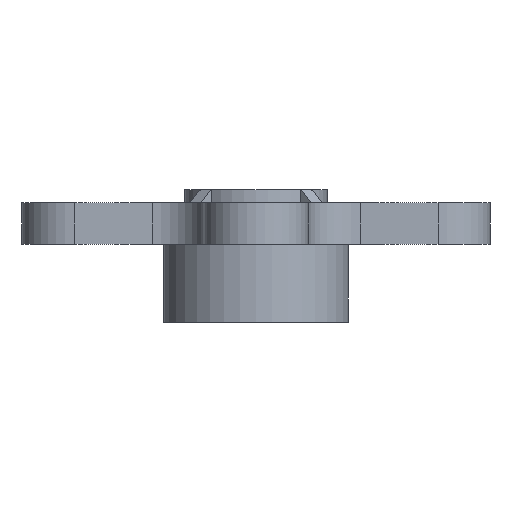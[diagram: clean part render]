
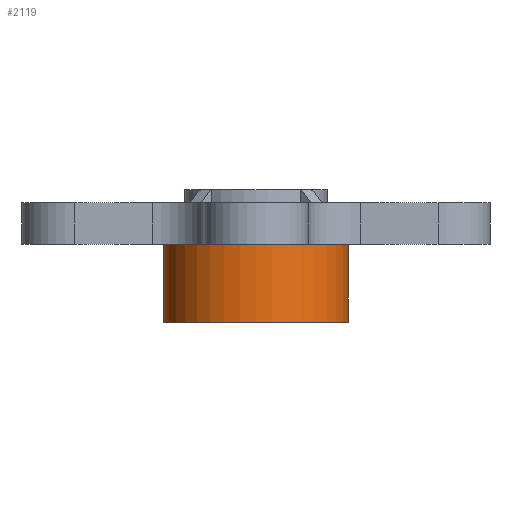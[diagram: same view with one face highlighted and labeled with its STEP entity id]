
A CAD part, left-side view. The second image highlights one B-rep face of the part: STEP entity #2119.
In plain terms, the highlighted cylindrical face has radius 3.55 mm (diameter 7.1 mm), a full revolution.
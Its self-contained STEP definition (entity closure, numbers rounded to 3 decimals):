
#126 = PLANE('',#127);
#127 = AXIS2_PLACEMENT_3D('',#128,#129,#130);
#128 = CARTESIAN_POINT('',(0.,0.,3.));
#129 = DIRECTION('',(0.,0.,1.));
#130 = DIRECTION('',(0.,1.,0.));
#1436 = EDGE_CURVE('',#1437,#1437,#1439,.T.);
#1437 = VERTEX_POINT('',#1438);
#1438 = CARTESIAN_POINT('',(3.55,0.,3.));
#1439 = SURFACE_CURVE('',#1440,(#1445,#1452),.PCURVE_S1.);
#1440 = CIRCLE('',#1441,3.55);
#1441 = AXIS2_PLACEMENT_3D('',#1442,#1443,#1444);
#1442 = CARTESIAN_POINT('',(0.,0.,3.));
#1443 = DIRECTION('',(0.,0.,1.));
#1444 = DIRECTION('',(1.,0.,-0.));
#1445 = PCURVE('',#126,#1446);
#1446 = DEFINITIONAL_REPRESENTATION('',(#1447),#1451);
#1447 = CIRCLE('',#1448,3.55);
#1448 = AXIS2_PLACEMENT_2D('',#1449,#1450);
#1449 = CARTESIAN_POINT('',(0.,0.));
#1450 = DIRECTION('',(0.,-1.));
#1451 = ( GEOMETRIC_REPRESENTATION_CONTEXT(2) 
PARAMETRIC_REPRESENTATION_CONTEXT() REPRESENTATION_CONTEXT('2D SPACE',''
  ) );
#1452 = PCURVE('',#1453,#1458);
#1453 = CYLINDRICAL_SURFACE('',#1454,3.55);
#1454 = AXIS2_PLACEMENT_3D('',#1455,#1456,#1457);
#1455 = CARTESIAN_POINT('',(0.,0.,0.));
#1456 = DIRECTION('',(0.,0.,1.));
#1457 = DIRECTION('',(1.,0.,0.));
#1458 = DEFINITIONAL_REPRESENTATION('',(#1459),#1463);
#1459 = LINE('',#1460,#1461);
#1460 = CARTESIAN_POINT('',(-6.283,3.));
#1461 = VECTOR('',#1462,1.);
#1462 = DIRECTION('',(1.,-0.));
#1463 = ( GEOMETRIC_REPRESENTATION_CONTEXT(2) 
PARAMETRIC_REPRESENTATION_CONTEXT() REPRESENTATION_CONTEXT('2D SPACE',''
  ) );
#2119 = ADVANCED_FACE('',(#2120),#1453,.T.);
#2120 = FACE_BOUND('',#2121,.F.);
#2121 = EDGE_LOOP('',(#2122,#2143,#2169,#2170));
#2122 = ORIENTED_EDGE('',*,*,#2123,.F.);
#2123 = EDGE_CURVE('',#2124,#1437,#2126,.T.);
#2124 = VERTEX_POINT('',#2125);
#2125 = CARTESIAN_POINT('',(3.55,0.,0.));
#2126 = SEAM_CURVE('',#2127,(#2131,#2137),.PCURVE_S1.);
#2127 = LINE('',#2128,#2129);
#2128 = CARTESIAN_POINT('',(3.55,0.,0.));
#2129 = VECTOR('',#2130,1.);
#2130 = DIRECTION('',(0.,0.,1.));
#2131 = PCURVE('',#1453,#2132);
#2132 = DEFINITIONAL_REPRESENTATION('',(#2133),#2136);
#2133 = B_SPLINE_CURVE_WITH_KNOTS('',1,(#2134,#2135),.UNSPECIFIED.,.F.,
  .F.,(2,2),(0.,4.6),.PIECEWISE_BEZIER_KNOTS.);
#2134 = CARTESIAN_POINT('',(0.,0.));
#2135 = CARTESIAN_POINT('',(0.,4.6));
#2136 = ( GEOMETRIC_REPRESENTATION_CONTEXT(2) 
PARAMETRIC_REPRESENTATION_CONTEXT() REPRESENTATION_CONTEXT('2D SPACE',''
  ) );
#2137 = PCURVE('',#1453,#2138);
#2138 = DEFINITIONAL_REPRESENTATION('',(#2139),#2142);
#2139 = B_SPLINE_CURVE_WITH_KNOTS('',1,(#2140,#2141),.UNSPECIFIED.,.F.,
  .F.,(2,2),(0.,4.6),.PIECEWISE_BEZIER_KNOTS.);
#2140 = CARTESIAN_POINT('',(-6.283,0.));
#2141 = CARTESIAN_POINT('',(-6.283,4.6));
#2142 = ( GEOMETRIC_REPRESENTATION_CONTEXT(2) 
PARAMETRIC_REPRESENTATION_CONTEXT() REPRESENTATION_CONTEXT('2D SPACE',''
  ) );
#2143 = ORIENTED_EDGE('',*,*,#2144,.T.);
#2144 = EDGE_CURVE('',#2124,#2124,#2145,.T.);
#2145 = SURFACE_CURVE('',#2146,(#2151,#2157),.PCURVE_S1.);
#2146 = CIRCLE('',#2147,3.55);
#2147 = AXIS2_PLACEMENT_3D('',#2148,#2149,#2150);
#2148 = CARTESIAN_POINT('',(0.,0.,0.));
#2149 = DIRECTION('',(0.,0.,-1.));
#2150 = DIRECTION('',(1.,0.,0.));
#2151 = PCURVE('',#1453,#2152);
#2152 = DEFINITIONAL_REPRESENTATION('',(#2153),#2156);
#2153 = B_SPLINE_CURVE_WITH_KNOTS('',1,(#2154,#2155),.UNSPECIFIED.,.F.,
  .F.,(2,2),(0.,6.283),.PIECEWISE_BEZIER_KNOTS.);
#2154 = CARTESIAN_POINT('',(0.,0.));
#2155 = CARTESIAN_POINT('',(-6.283,0.));
#2156 = ( GEOMETRIC_REPRESENTATION_CONTEXT(2) 
PARAMETRIC_REPRESENTATION_CONTEXT() REPRESENTATION_CONTEXT('2D SPACE',''
  ) );
#2157 = PCURVE('',#2158,#2163);
#2158 = PLANE('',#2159);
#2159 = AXIS2_PLACEMENT_3D('',#2160,#2161,#2162);
#2160 = CARTESIAN_POINT('',(0.,0.,0.));
#2161 = DIRECTION('',(0.,0.,-1.));
#2162 = DIRECTION('',(1.,0.,0.));
#2163 = DEFINITIONAL_REPRESENTATION('',(#2164),#2168);
#2164 = CIRCLE('',#2165,3.55);
#2165 = AXIS2_PLACEMENT_2D('',#2166,#2167);
#2166 = CARTESIAN_POINT('',(0.,0.));
#2167 = DIRECTION('',(1.,-0.));
#2168 = ( GEOMETRIC_REPRESENTATION_CONTEXT(2) 
PARAMETRIC_REPRESENTATION_CONTEXT() REPRESENTATION_CONTEXT('2D SPACE',''
  ) );
#2169 = ORIENTED_EDGE('',*,*,#2123,.T.);
#2170 = ORIENTED_EDGE('',*,*,#1436,.T.);
